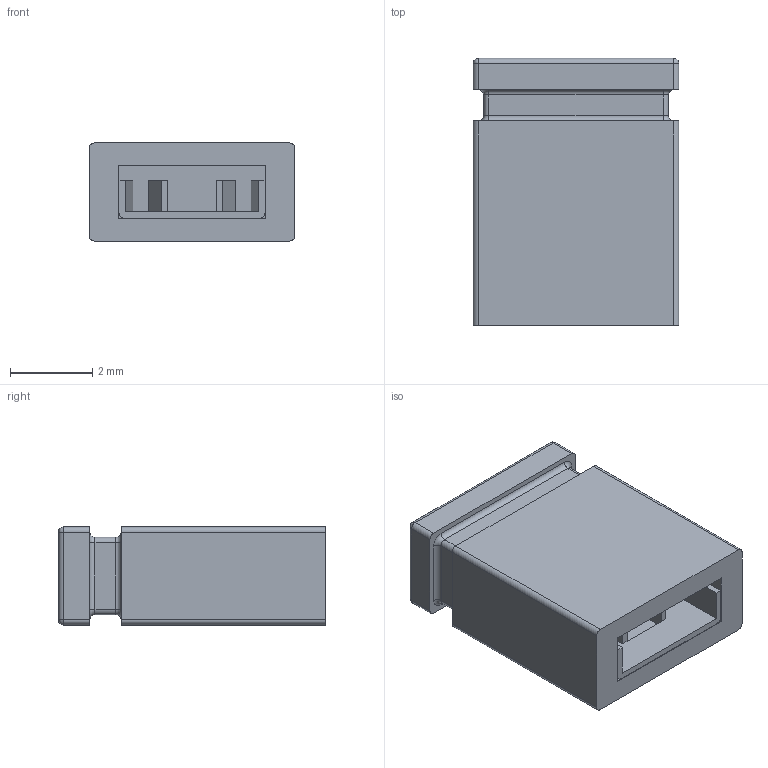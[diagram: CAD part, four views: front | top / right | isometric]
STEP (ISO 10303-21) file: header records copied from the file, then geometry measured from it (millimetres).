
FILE_DESCRIPTION(('FreeCAD Model'),'2;1');
FILE_NAME('Jumper_Sullins_SPC02SYAN_1x02_Horizontal.step' ,'2019-10-18T13:58:12',('kicad StepUp'),('ksu MCAD'), 'Open CASCADE STEP processor 7.3','FreeCAD','Unknown');
FILE_SCHEMA(('AUTOMOTIVE_DESIGN { 1 0 10303 214 1 1 1 1 }'));
Length unit declared in the file: millimetre
Products named in the file (1): Jumper_Sullins_SPC02SYAN_1x02_Horizontal
Bounding box: 5 x 6.5 x 2.39 mm (x, y, z)
Volume: 50.8 mm3; surface area: 233.6 mm2
Topology: 2 solids, 2 shells, 105 faces, 796 edges, 2286 vertices
Faces by surface type: plane 61, cylinder 32, torus 8, sphere 4
Entity records: 9305 total; most frequent: CARTESIAN_POINT 3262, DIRECTION 1184, LINE 576, VECTOR 576, GEOMETRIC_CURVE_SET 529, ORIENTED_EDGE 528, TRIMMED_CURVE 528, AXIS2_PLACEMENT_3D 304
